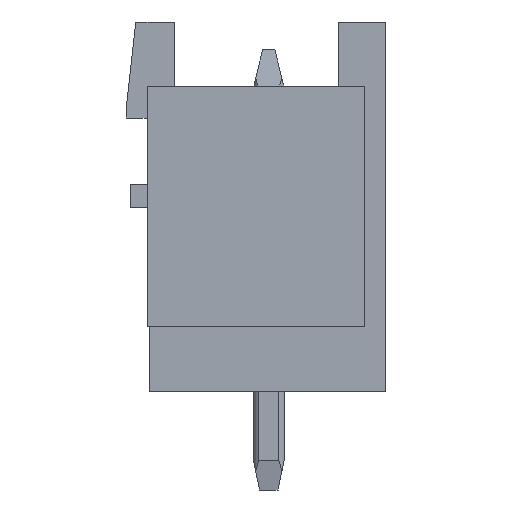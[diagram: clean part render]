
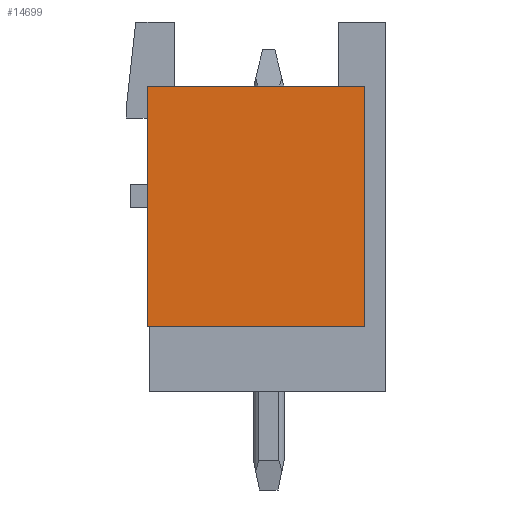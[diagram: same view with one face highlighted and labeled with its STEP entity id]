
A CAD part, left-side view. The second image highlights one B-rep face of the part: STEP entity #14699.
In plain terms, the highlighted planar face has unit normal (-1, 0, 0).
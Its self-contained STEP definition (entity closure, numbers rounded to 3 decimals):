
#14672=AXIS2_PLACEMENT_3D('Plane Axis2P3D',#14669,#14670,#14671) ;
#14647=CARTESIAN_POINT('Vertex',(0.,7.75,13.1)) ;
#14650=CARTESIAN_POINT('Line Origine',(0.,4.225,13.1)) ;
#14654=CARTESIAN_POINT('Vertex',(0.,0.7,13.1)) ;
#14669=CARTESIAN_POINT('Axis2P3D Location',(0.,7.75,5.3)) ;
#14674=CARTESIAN_POINT('Line Origine',(0.,7.75,9.2)) ;
#14678=CARTESIAN_POINT('Vertex',(0.,7.75,5.3)) ;
#14681=CARTESIAN_POINT('Line Origine',(0.,4.225,5.3)) ;
#14685=CARTESIAN_POINT('Vertex',(0.,0.7,5.3)) ;
#14688=CARTESIAN_POINT('Line Origine',(0.,0.7,9.2)) ;
#14651=DIRECTION('Vector Direction',(0.,-1.,0.)) ;
#14670=DIRECTION('Axis2P3D Direction',(1.,0.,0.)) ;
#14671=DIRECTION('Axis2P3D XDirection',(0.,0.,1.)) ;
#14675=DIRECTION('Vector Direction',(0.,0.,1.)) ;
#14682=DIRECTION('Vector Direction',(0.,-1.,0.)) ;
#14689=DIRECTION('Vector Direction',(0.,0.,1.)) ;
#14652=VECTOR('Line Direction',#14651,1.) ;
#14676=VECTOR('Line Direction',#14675,1.) ;
#14683=VECTOR('Line Direction',#14682,1.) ;
#14690=VECTOR('Line Direction',#14689,1.) ;
#14694=ORIENTED_EDGE('',*,*,#14656,.F.) ;
#14695=ORIENTED_EDGE('',*,*,#14680,.T.) ;
#14696=ORIENTED_EDGE('',*,*,#14687,.T.) ;
#14697=ORIENTED_EDGE('',*,*,#14692,.F.) ;
#14699=ADVANCED_FACE('HOUSING',(#14698),#14673,.F.) ;
#14656=EDGE_CURVE('',#14648,#14655,#14653,.T.) ;
#14680=EDGE_CURVE('',#14648,#14679,#14677,.F.) ;
#14687=EDGE_CURVE('',#14679,#14686,#14684,.T.) ;
#14692=EDGE_CURVE('',#14655,#14686,#14691,.F.) ;
#14693=EDGE_LOOP('',(#14694,#14695,#14696,#14697)) ;
#14698=FACE_OUTER_BOUND('',#14693,.T.) ;
#14653=LINE('Line',#14650,#14652) ;
#14677=LINE('Line',#14674,#14676) ;
#14684=LINE('Line',#14681,#14683) ;
#14691=LINE('Line',#14688,#14690) ;
#14673=PLANE('',#14672) ;
#14648=VERTEX_POINT('',#14647) ;
#14655=VERTEX_POINT('',#14654) ;
#14679=VERTEX_POINT('',#14678) ;
#14686=VERTEX_POINT('',#14685) ;
